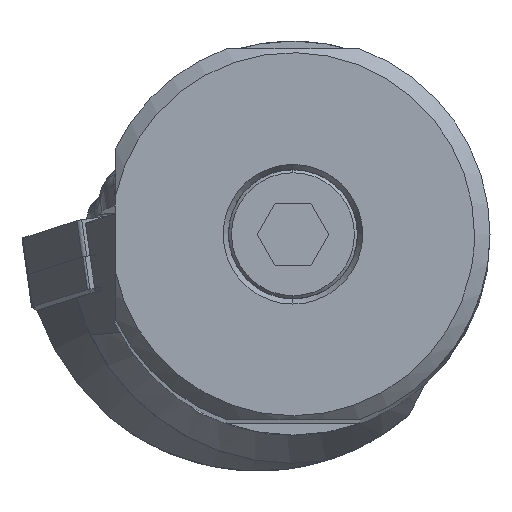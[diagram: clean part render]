
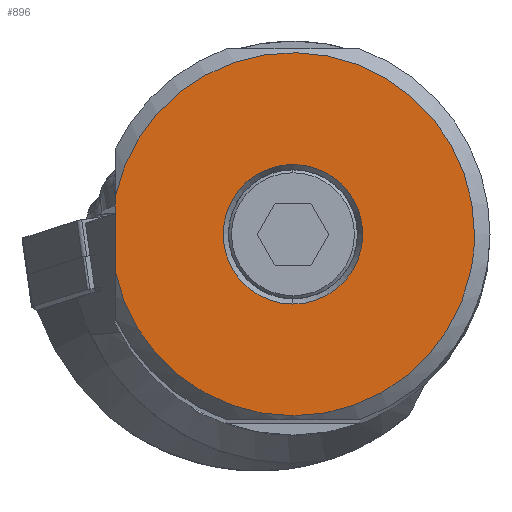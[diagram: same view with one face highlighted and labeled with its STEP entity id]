
A CAD part, top view. The second image highlights one B-rep face of the part: STEP entity #896.
In plain terms, the highlighted planar face has unit normal (0, 0, 1).
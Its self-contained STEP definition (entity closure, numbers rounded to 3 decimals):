
#896=ADVANCED_FACE('',(#1313,#1314),#1213,.T.);
#1213=PLANE('',#6187);
#1313=FACE_BOUND('',#1353,.T.);
#1314=FACE_BOUND('',#1354,.T.);
#1353=EDGE_LOOP('',(#1745,#1746,#1747,#1748));
#1354=EDGE_LOOP('',(#1749,#1750));
#1745=ORIENTED_EDGE('',*,*,#4201,.F.);
#1746=ORIENTED_EDGE('',*,*,#4202,.F.);
#1747=ORIENTED_EDGE('',*,*,#4203,.F.);
#1748=ORIENTED_EDGE('',*,*,#4204,.T.);
#1749=ORIENTED_EDGE('',*,*,#4205,.F.);
#1750=ORIENTED_EDGE('',*,*,#4206,.F.);
#3573=VERTEX_POINT('',#8508);
#3574=VERTEX_POINT('',#8509);
#3575=VERTEX_POINT('',#8511);
#3576=VERTEX_POINT('',#8513);
#3577=VERTEX_POINT('',#8516);
#3578=VERTEX_POINT('',#8517);
#4201=EDGE_CURVE('',#3573,#3574,#5126,.T.);
#4202=EDGE_CURVE('',#3575,#3573,#5127,.T.);
#4203=EDGE_CURVE('',#3576,#3575,#5128,.T.);
#4204=EDGE_CURVE('',#3576,#3574,#5513,.T.);
#4205=EDGE_CURVE('',#3577,#3578,#5129,.T.);
#4206=EDGE_CURVE('',#3578,#3577,#5130,.T.);
#5126=CIRCLE('',#6182,23.4);
#5127=CIRCLE('',#6183,23.4);
#5128=CIRCLE('',#6184,23.4);
#5129=CIRCLE('',#6185,9.);
#5130=CIRCLE('',#6186,9.);
#5513=LINE('',#8514,#5809);
#5809=VECTOR('',#6914,1.);
#6182=AXIS2_PLACEMENT_3D('',#8507,#6908,#6909);
#6183=AXIS2_PLACEMENT_3D('',#8510,#6910,#6911);
#6184=AXIS2_PLACEMENT_3D('',#8512,#6912,#6913);
#6185=AXIS2_PLACEMENT_3D('',#8515,#6915,#6916);
#6186=AXIS2_PLACEMENT_3D('',#8518,#6917,#6918);
#6187=AXIS2_PLACEMENT_3D('',#8519,#6919,#6920);
#6908=DIRECTION('',(0.,0.,-1.));
#6909=DIRECTION('',(0.979,-0.206,0.));
#6910=DIRECTION('',(0.,0.,-1.));
#6911=DIRECTION('',(1.,0.,0.));
#6912=DIRECTION('',(0.,0.,-1.));
#6913=DIRECTION('',(-0.979,0.206,0.));
#6914=DIRECTION('',(0.,-1.,0.));
#6915=DIRECTION('',(0.,0.,1.));
#6916=DIRECTION('',(0.,-1.,0.));
#6917=DIRECTION('',(0.,0.,1.));
#6918=DIRECTION('',(0.,1.,0.));
#6919=DIRECTION('',(0.,0.,1.));
#6920=DIRECTION('',(1.,0.,0.));
#8507=CARTESIAN_POINT('',(0.,0.,0.));
#8508=CARTESIAN_POINT('',(22.9,-4.811,0.));
#8509=CARTESIAN_POINT('',(-22.9,-4.811,0.));
#8510=CARTESIAN_POINT('',(0.,0.,0.));
#8511=CARTESIAN_POINT('',(23.4,0.,0.));
#8512=CARTESIAN_POINT('',(0.,0.,0.));
#8513=CARTESIAN_POINT('',(-22.9,4.811,0.));
#8514=CARTESIAN_POINT('',(-22.9,4.811,0.));
#8515=CARTESIAN_POINT('',(0.,0.,0.));
#8516=CARTESIAN_POINT('',(0.,-9.,0.));
#8517=CARTESIAN_POINT('',(0.,9.,0.));
#8518=CARTESIAN_POINT('',(0.,0.,0.));
#8519=CARTESIAN_POINT('',(0.25,0.001,0.));
